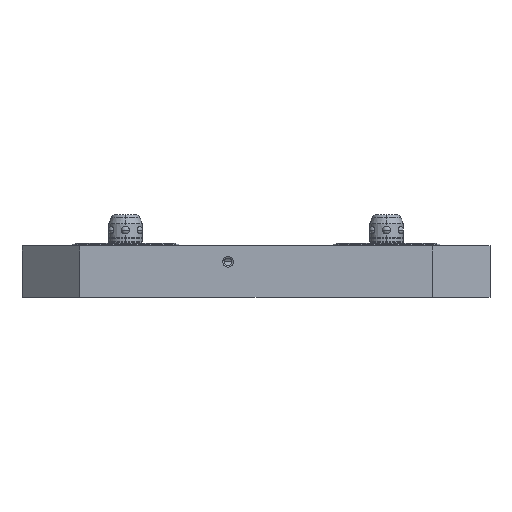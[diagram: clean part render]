
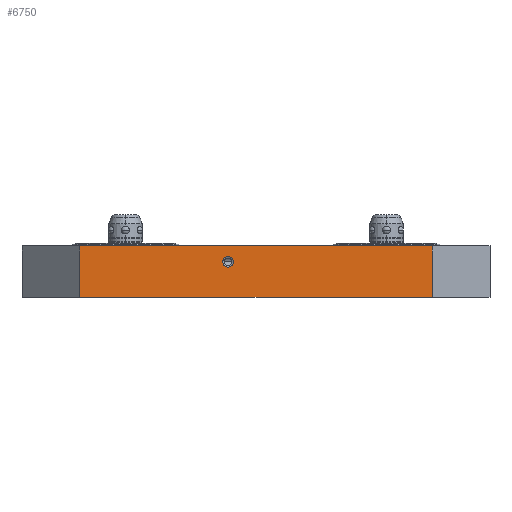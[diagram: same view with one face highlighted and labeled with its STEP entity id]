
A CAD part, left-side view. The second image highlights one B-rep face of the part: STEP entity #6750.
In plain terms, the highlighted planar face has unit normal (-1, 0, 0).
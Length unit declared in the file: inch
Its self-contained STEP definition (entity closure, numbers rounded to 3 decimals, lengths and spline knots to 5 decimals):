
#2799=CARTESIAN_POINT('',(-4.37008,0.66929,6.91831));
#2800=VERTEX_POINT('',#2799);
#2809=CARTESIAN_POINT('',(-4.37008,0.89469,6.69291));
#2810=VERTEX_POINT('',#2809);
#2811=CARTESIAN_POINT('',(-4.37008,0.66929,6.69291));
#2812=DIRECTION('',(1.0,0.0,0.0));
#2813=DIRECTION('',(0.0,1.0,0.0));
#2814=AXIS2_PLACEMENT_3D('',#2811,#2812,#2813);
#2815=CIRCLE('',#2814,0.22539);
#2816=EDGE_CURVE('',#2810,#2800,#2815,.T.);
#2841=CARTESIAN_POINT('',(-4.37008,0.66929,6.46752));
#2842=VERTEX_POINT('',#2841);
#2851=CARTESIAN_POINT('',(-4.37008,0.4439,6.69291));
#2852=VERTEX_POINT('',#2851);
#2853=CARTESIAN_POINT('',(-4.37008,0.66929,6.69291));
#2854=DIRECTION('',(1.0,0.0,0.0));
#2855=DIRECTION('',(0.0,1.0,0.0));
#2856=AXIS2_PLACEMENT_3D('',#2853,#2854,#2855);
#2857=CIRCLE('',#2856,0.22539);
#2858=EDGE_CURVE('',#2852,#2842,#2857,.T.);
#5554=CARTESIAN_POINT('',(-4.37008,0.66929,6.69291));
#5555=DIRECTION('',(1.0,0.0,0.0));
#5556=DIRECTION('',(0.0,1.0,0.0));
#5557=AXIS2_PLACEMENT_3D('',#5554,#5555,#5556);
#5558=CIRCLE('',#5557,0.22539);
#5559=EDGE_CURVE('',#2842,#2810,#5558,.T.);
#5572=CARTESIAN_POINT('',(-4.37008,0.66929,6.69291));
#5573=DIRECTION('',(1.0,0.0,0.0));
#5574=DIRECTION('',(0.0,1.0,0.0));
#5575=AXIS2_PLACEMENT_3D('',#5572,#5573,#5574);
#5576=CIRCLE('',#5575,0.22539);
#5577=EDGE_CURVE('',#2800,#2852,#5576,.T.);
#5924=CARTESIAN_POINT('',(-4.37008,0.,12.95276));
#5925=VERTEX_POINT('',#5924);
#5932=CARTESIAN_POINT('',(-4.37008,0.,-1.92913));
#5933=VERTEX_POINT('',#5932);
#5934=CARTESIAN_POINT('',(-4.37008,0.,12.95276));
#5935=DIRECTION('',(0.0,0.0,-1.0));
#5936=VECTOR('',#5935,14.88189);
#5937=LINE('',#5934,#5936);
#5938=EDGE_CURVE('',#5925,#5933,#5937,.T.);
#6702=CARTESIAN_POINT('',(-4.37008,2.16535,12.95276));
#6703=VERTEX_POINT('',#6702);
#6710=CARTESIAN_POINT('',(-4.37008,0.,12.95276));
#6711=DIRECTION('',(0.0,1.0,0.0));
#6712=VECTOR('',#6711,2.16535);
#6713=LINE('',#6710,#6712);
#6714=EDGE_CURVE('',#5925,#6703,#6713,.T.);
#6721=CARTESIAN_POINT('',(-4.37008,-0.10827,13.69685));
#6722=DIRECTION('',(-1.0,0.0,0.0));
#6723=DIRECTION('',(0.0,0.0,1.0));
#6724=AXIS2_PLACEMENT_3D('',#6721,#6722,#6723);
#6725=PLANE('',#6724);
#6726=CARTESIAN_POINT('',(-4.37008,2.16535,-1.92913));
#6727=VERTEX_POINT('',#6726);
#6728=CARTESIAN_POINT('',(-4.37008,2.16535,12.95276));
#6729=DIRECTION('',(0.0,0.0,-1.0));
#6730=VECTOR('',#6729,14.88189);
#6731=LINE('',#6728,#6730);
#6732=EDGE_CURVE('',#6703,#6727,#6731,.T.);
#6733=ORIENTED_EDGE('',*,*,#6732,.T.);
#6734=CARTESIAN_POINT('',(-4.37008,0.,-1.92913));
#6735=DIRECTION('',(0.0,1.0,0.0));
#6736=VECTOR('',#6735,2.16535);
#6737=LINE('',#6734,#6736);
#6738=EDGE_CURVE('',#5933,#6727,#6737,.T.);
#6739=ORIENTED_EDGE('',*,*,#6738,.F.);
#6740=ORIENTED_EDGE('',*,*,#5938,.F.);
#6741=ORIENTED_EDGE('',*,*,#6714,.T.);
#6742=EDGE_LOOP('',(#6733,#6739,#6740,#6741));
#6743=FACE_OUTER_BOUND('',#6742,.T.);
#6744=ORIENTED_EDGE('',*,*,#2816,.T.);
#6745=ORIENTED_EDGE('',*,*,#5577,.T.);
#6746=ORIENTED_EDGE('',*,*,#2858,.T.);
#6747=ORIENTED_EDGE('',*,*,#5559,.T.);
#6748=EDGE_LOOP('',(#6744,#6745,#6746,#6747));
#6749=FACE_BOUND('',#6748,.T.);
#6750=ADVANCED_FACE('',(#6743,#6749),#6725,.T.);
